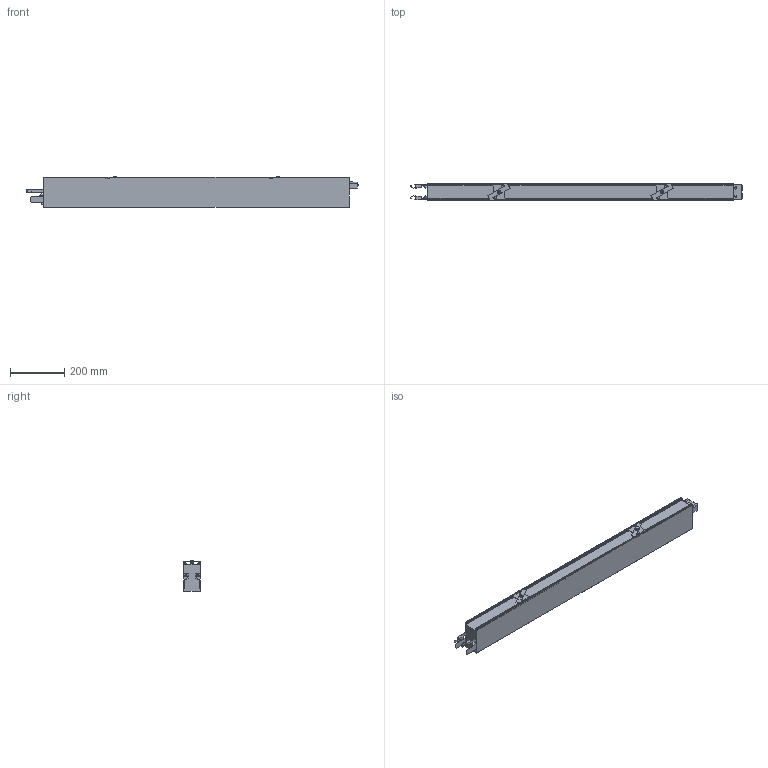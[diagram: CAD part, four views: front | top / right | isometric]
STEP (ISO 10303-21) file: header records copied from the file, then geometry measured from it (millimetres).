
FILE_DESCRIPTION(/* description */ (''),/* implementation_level */ '2;1');
FILE_NAME(/* name */ '10000134518n3p000_00.stp',/* time_stamp */ '2022-02-02T08:42:00+01:00',/* author */ (''),/* organization */ (''),/* preprocessor_version */ 'ST-DEVELOPER v15',/* originating_system */ 'SIEMENS PLM Software NX 9.0',/* authorisation */ '');
FILE_SCHEMA (('AUTOMOTIVE_DESIGN { 1 0 10303 214 3 1 1 1 }'));
Length unit declared in the file: millimetre
Products named in the file (1): 10000134518n3p000_00
Bounding box: 1220.14 x 62.47 x 113 mm (x, y, z)
Volume: 6849818 mm3; surface area: 485561.9 mm2
Topology: 1 solids, 5 shells, 469 faces, 1303 edges, 842 vertices
Faces by surface type: plane 311, cylinder 138, cone 10, torus 8, sphere 2
Full cylindrical faces by diameter (mm): 5.7 x5
Entity records: 15106 total; most frequent: CARTESIAN_POINT 2864, ORIENTED_EDGE 2594, DIRECTION 2494, EDGE_CURVE 1297, LINE 952, VECTOR 952, VERTEX_POINT 843, AXIS2_PLACEMENT_3D 771
